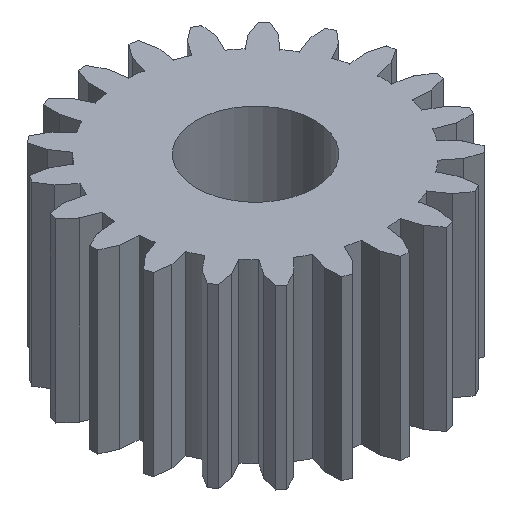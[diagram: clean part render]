
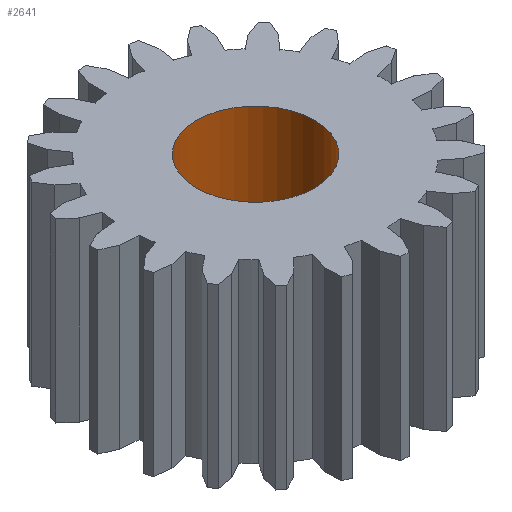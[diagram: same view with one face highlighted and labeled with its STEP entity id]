
A CAD part, isometric view. The second image highlights one B-rep face of the part: STEP entity #2641.
In plain terms, the highlighted cylindrical face has radius 4.33 mm (diameter 8.66 mm), a full revolution.
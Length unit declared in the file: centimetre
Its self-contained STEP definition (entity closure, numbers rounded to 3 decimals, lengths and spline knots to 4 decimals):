
#32=CYLINDRICAL_SURFACE($,#2815,0.433);
#35=FACE_BOUND($,#338,.T.);
#58=CIRCLE($,#2674,0.433);
#79=CIRCLE($,#2816,0.433);
#207=FACE_OUTER_BOUND($,#337,.T.);
#337=EDGE_LOOP($,(#2275));
#338=EDGE_LOOP($,(#2276));
#1146=VERTEX_POINT($,#3780);
#1267=VERTEX_POINT($,#4263);
#1405=EDGE_CURVE($,#1146,#1146,#58,.T.);
#1646=EDGE_CURVE($,#1267,#1267,#79,.F.);
#2275=ORIENTED_EDGE($,*,*,#1405,.F.);
#2276=ORIENTED_EDGE($,*,*,#1646,.F.);
#2641=ADVANCED_FACE($,(#207,#35),#32,.F.);
#2674=AXIS2_PLACEMENT_3D($,#3781,#2992,#2993);
#2815=AXIS2_PLACEMENT_3D($,#4262,#3494,#3495);
#2816=AXIS2_PLACEMENT_3D($,#4264,#3496,#3497);
#2992=DIRECTION('center_axis',(0.,0.,1.));
#2993=DIRECTION('ref_axis',(1.,0.,0.));
#3494=DIRECTION('center_axis',(0.,0.,-1.));
#3495=DIRECTION('ref_axis',(1.,0.,0.));
#3496=DIRECTION('center_axis',(0.,0.,1.));
#3497=DIRECTION('ref_axis',(1.,0.,0.));
#3780=CARTESIAN_POINT('',(-9.933,11.,0.));
#3781=CARTESIAN_POINT('Origin',(-9.5,11.,0.));
#4262=CARTESIAN_POINT('Origin',(-9.5,11.,1.3));
#4263=CARTESIAN_POINT('',(-9.933,11.,1.3));
#4264=CARTESIAN_POINT('Origin',(-9.5,11.,1.3));
